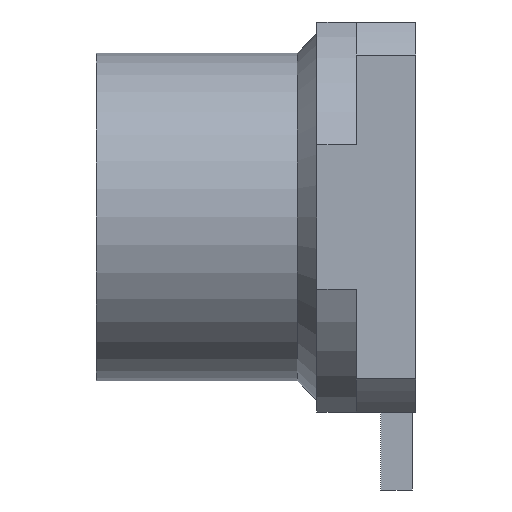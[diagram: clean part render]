
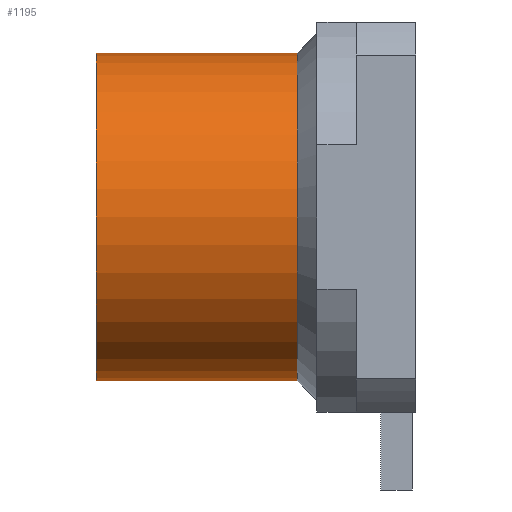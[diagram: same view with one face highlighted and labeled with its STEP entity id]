
A CAD part, left-side view. The second image highlights one B-rep face of the part: STEP entity #1195.
In plain terms, the highlighted cylindrical face has radius 2.1 mm (diameter 4.2 mm), a partial arc.
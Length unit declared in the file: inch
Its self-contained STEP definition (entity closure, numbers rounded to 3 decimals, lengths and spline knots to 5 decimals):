
#68 = LINE ( 'NONE', #1186, #1451 ) ;
#167 = DIRECTION ( 'NONE',  ( 0., 0., 1. ) ) ;
#183 = CIRCLE ( 'NONE', #470, 0.08268 ) ;
#185 = AXIS2_PLACEMENT_3D ( 'NONE', #1924, #1294, #167 ) ;
#296 = EDGE_LOOP ( 'NONE', ( #1550, #1502, #512, #694 ) ) ;
#335 = LINE ( 'NONE', #983, #892 ) ;
#342 = AXIS2_PLACEMENT_3D ( 'NONE', #1932, #2062, #1919 ) ;
#470 = AXIS2_PLACEMENT_3D ( 'NONE', #1331, #1188, #1366 ) ;
#512 = ORIENTED_EDGE ( 'NONE', *, *, #1935, .T. ) ;
#590 = CARTESIAN_POINT ( 'NONE',  ( 0., 0., -0.08268 ) ) ;
#694 = ORIENTED_EDGE ( 'NONE', *, *, #944, .F. ) ;
#721 = EDGE_CURVE ( 'NONE', #1964, #2103, #183, .T. ) ;
#892 = VECTOR ( 'NONE', #1355, 39.37008 ) ;
#944 = EDGE_CURVE ( 'NONE', #1225, #2055, #1115, .T. ) ;
#983 = CARTESIAN_POINT ( 'NONE',  ( 0., -0.31, 0.08268 ) ) ;
#1050 = EDGE_CURVE ( 'NONE', #1964, #1225, #68, .T. ) ;
#1064 = CARTESIAN_POINT ( 'NONE',  ( 0., 0., 0.08268 ) ) ;
#1115 = CIRCLE ( 'NONE', #185, 0.08268 ) ;
#1186 = CARTESIAN_POINT ( 'NONE',  ( 0., -0.31, -0.08268 ) ) ;
#1188 = DIRECTION ( 'NONE',  ( 0., 1., 0. ) ) ;
#1195 = ADVANCED_FACE ( 'NONE', ( #1907 ), #1277, .T. ) ;
#1225 = VERTEX_POINT ( 'NONE', #590 ) ;
#1277 = CYLINDRICAL_SURFACE ( 'NONE', #342, 0.08268 ) ;
#1294 = DIRECTION ( 'NONE',  ( 0., 1., 0. ) ) ;
#1331 = CARTESIAN_POINT ( 'NONE',  ( 0., -0.10142, 0. ) ) ;
#1355 = DIRECTION ( 'NONE',  ( 0., 1., 0. ) ) ;
#1366 = DIRECTION ( 'NONE',  ( 0., 0., -1. ) ) ;
#1451 = VECTOR ( 'NONE', #1505, 39.37008 ) ;
#1502 = ORIENTED_EDGE ( 'NONE', *, *, #721, .T. ) ;
#1505 = DIRECTION ( 'NONE',  ( 0., 1., 0. ) ) ;
#1550 = ORIENTED_EDGE ( 'NONE', *, *, #1050, .F. ) ;
#1577 = CARTESIAN_POINT ( 'NONE',  ( 0., -0.10142, 0.08268 ) ) ;
#1688 = CARTESIAN_POINT ( 'NONE',  ( 0., -0.10142, -0.08268 ) ) ;
#1907 = FACE_OUTER_BOUND ( 'NONE', #296, .T. ) ;
#1919 = DIRECTION ( 'NONE',  ( 0., 0., 1. ) ) ;
#1924 = CARTESIAN_POINT ( 'NONE',  ( 0., 0., 0. ) ) ;
#1932 = CARTESIAN_POINT ( 'NONE',  ( 0., -0.31, 0. ) ) ;
#1935 = EDGE_CURVE ( 'NONE', #2103, #2055, #335, .T. ) ;
#1964 = VERTEX_POINT ( 'NONE', #1688 ) ;
#2055 = VERTEX_POINT ( 'NONE', #1064 ) ;
#2062 = DIRECTION ( 'NONE',  ( 0., 1., 0. ) ) ;
#2103 = VERTEX_POINT ( 'NONE', #1577 ) ;
